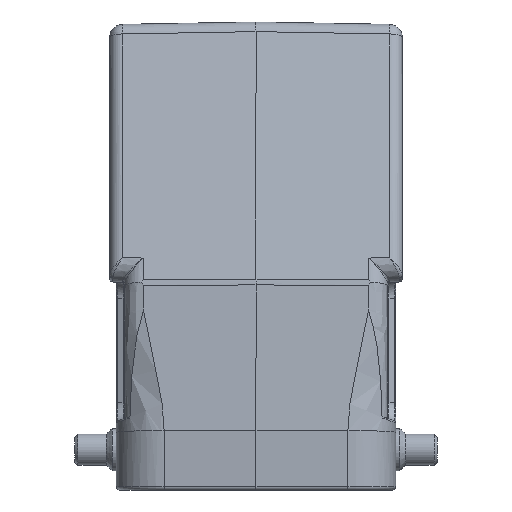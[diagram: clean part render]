
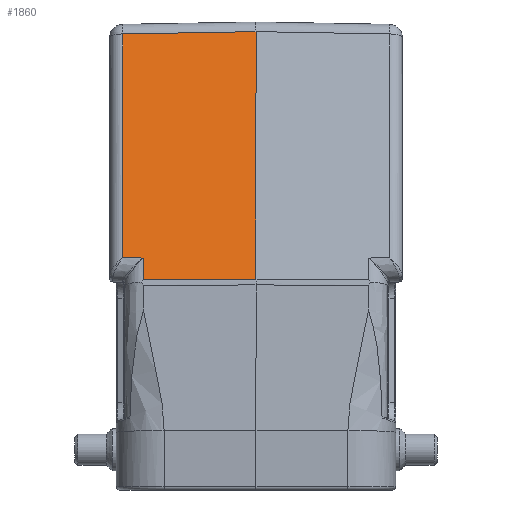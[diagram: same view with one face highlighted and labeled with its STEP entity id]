
A CAD part, left-side view. The second image highlights one B-rep face of the part: STEP entity #1860.
In plain terms, the highlighted planar face has unit normal (-0.966, 0.018, 0.259).
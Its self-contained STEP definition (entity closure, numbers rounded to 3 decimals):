
#1124=FACE_OUTER_BOUND('',#3861,.T.);
#1860=ADVANCED_FACE('',(#1124),#2320,.T.);
#2320=PLANE('',#8694);
#2700=LINE('',#11832,#3222);
#2808=LINE('',#12450,#3330);
#2839=LINE('',#12628,#3361);
#2840=LINE('',#12630,#3362);
#2841=LINE('',#12631,#3363);
#2842=LINE('',#12633,#3364);
#3222=VECTOR('',#9487,1.);
#3330=VECTOR('',#9721,1.);
#3361=VECTOR('',#9794,1.);
#3362=VECTOR('',#9795,1.);
#3363=VECTOR('',#9796,1.);
#3364=VECTOR('',#9797,1.);
#3861=EDGE_LOOP('',(#4689,#4690,#4691,#4692,#4693,#4694));
#4689=ORIENTED_EDGE('',*,*,#7552,.F.);
#4690=ORIENTED_EDGE('',*,*,#7553,.T.);
#4691=ORIENTED_EDGE('',*,*,#7500,.T.);
#4692=ORIENTED_EDGE('',*,*,#7554,.F.);
#4693=ORIENTED_EDGE('',*,*,#7555,.T.);
#4694=ORIENTED_EDGE('',*,*,#7319,.T.);
#6625=VERTEX_POINT('',#11831);
#6626=VERTEX_POINT('',#11833);
#6794=VERTEX_POINT('',#12439);
#6796=VERTEX_POINT('',#12449);
#6839=VERTEX_POINT('',#12629);
#6840=VERTEX_POINT('',#12632);
#7319=EDGE_CURVE('',#6626,#6625,#2700,.T.);
#7500=EDGE_CURVE('',#6794,#6796,#2808,.T.);
#7552=EDGE_CURVE('',#6839,#6625,#2839,.T.);
#7553=EDGE_CURVE('',#6839,#6794,#2840,.T.);
#7554=EDGE_CURVE('',#6840,#6796,#2841,.T.);
#7555=EDGE_CURVE('',#6840,#6626,#2842,.T.);
#8694=AXIS2_PLACEMENT_3D('',#12634,#9798,#9799);
#9487=DIRECTION('',(-0.259,0.,-0.966));
#9721=DIRECTION('',(-0.017,-1.,0.005));
#9794=DIRECTION('',(0.023,1.,0.017));
#9795=DIRECTION('',(-0.259,0.,-0.966));
#9796=DIRECTION('',(-0.259,0.,-0.966));
#9797=DIRECTION('',(0.013,1.,-0.017));
#9798=DIRECTION('',(-0.966,0.017,0.259));
#9799=DIRECTION('',(0.259,0.,0.966));
#11831=CARTESIAN_POINT('',(-33.126,20.535,26.592));
#11832=CARTESIAN_POINT('',(-33.958,20.535,23.488));
#11833=CARTESIAN_POINT('',(-23.904,20.535,61.009));
#12439=CARTESIAN_POINT('',(-34.089,17.302,23.215));
#12449=CARTESIAN_POINT('',(-34.381,0.,23.294));
#12450=CARTESIAN_POINT('',(-34.381,0.,23.294));
#12628=CARTESIAN_POINT('',(-33.595,-0.069,26.233));
#12629=CARTESIAN_POINT('',(-33.2,17.302,26.536));
#12630=CARTESIAN_POINT('',(-34.089,17.302,23.215));
#12631=CARTESIAN_POINT('',(-34.381,0.,23.294));
#12632=CARTESIAN_POINT('',(-24.179,0.,61.368));
#12633=CARTESIAN_POINT('',(-24.172,0.528,61.359));
#12634=CARTESIAN_POINT('',(-34.381,0.,23.294));
